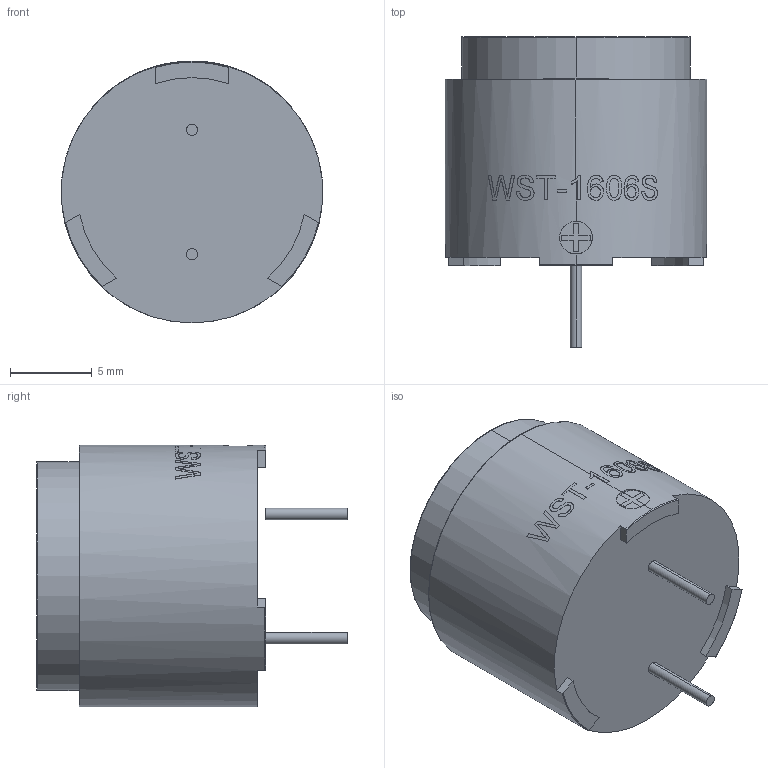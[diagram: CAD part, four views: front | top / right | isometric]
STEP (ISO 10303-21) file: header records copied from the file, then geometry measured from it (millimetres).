
FILE_DESCRIPTION (( 'STEP AP203' ), '1' );
FILE_NAME ('WST-1606S.STEP', '2016-11-28T19:49:25', ( 'Gem' ), ( '' ), 'SwSTEP 2.0', 'SolidWorks 2013', '' );
FILE_SCHEMA (( 'CONFIG_CONTROL_DESIGN' ));
Length unit declared in the file: millimetre
Products named in the file (1): WST-1606S
Bounding box: 16 x 19 x 16.01 mm (x, y, z)
Volume: 2594.5 mm3; surface area: 1115.7 mm2
Topology: 4 solids, 4 shells, 178 faces, 467 edges, 310 vertices
Faces by surface type: bspline 86, plane 58, cylinder 27, torus 7
Entity records: 12846 total; most frequent: CARTESIAN_POINT 9111, ORIENTED_EDGE 934, EDGE_CURVE 467, DIRECTION 451, VERTEX_POINT 310, B_SPLINE_CURVE_WITH_KNOTS 281, EDGE_LOOP 191, FACE_OUTER_BOUND 178
